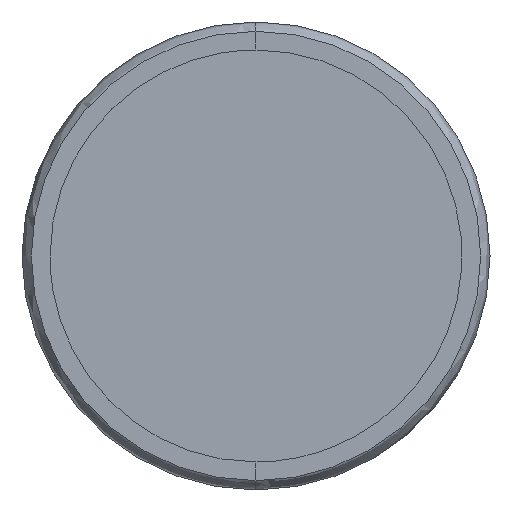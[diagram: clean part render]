
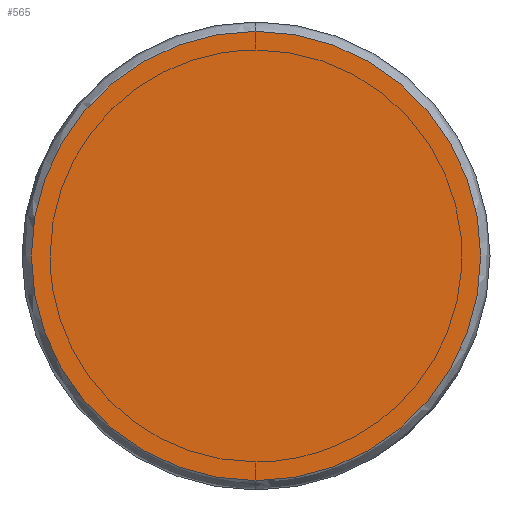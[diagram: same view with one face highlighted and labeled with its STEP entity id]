
A CAD part, left-side view. The second image highlights one B-rep face of the part: STEP entity #565.
In plain terms, the highlighted face is planar.
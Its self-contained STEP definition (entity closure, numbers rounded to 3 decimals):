
#26 = EDGE_CURVE ( 'NONE', #354, #534, #168, .T. ) ;
#32 = DIRECTION ( 'NONE',  ( 0., 0., 1. ) ) ;
#50 = DIRECTION ( 'NONE',  ( -1., 0., 0. ) ) ;
#52 = DIRECTION ( 'NONE',  ( 1., 0., 0. ) ) ;
#77 = DIRECTION ( 'NONE',  ( -1., 0., 0. ) ) ;
#127 = EDGE_CURVE ( 'NONE', #534, #354, #692, .T. ) ;
#168 = CIRCLE ( 'NONE', #423, 2.4 ) ;
#172 = DIRECTION ( 'NONE',  ( 0., 0., -1. ) ) ;
#174 = PLANE ( 'NONE',  #205 ) ;
#185 = CARTESIAN_POINT ( 'NONE',  ( 2.317, 0.055, 19.4 ) ) ;
#205 = AXIS2_PLACEMENT_3D ( 'NONE', #232, #32, #52 ) ;
#232 = CARTESIAN_POINT ( 'NONE',  ( 0., 0., 19.4 ) ) ;
#345 = AXIS2_PLACEMENT_3D ( 'NONE', #644, #403, #77 ) ;
#354 = VERTEX_POINT ( 'NONE', #492 ) ;
#364 = FACE_OUTER_BOUND ( 'NONE', #483, .T. ) ;
#403 = DIRECTION ( 'NONE',  ( 0., 0., -1. ) ) ;
#423 = AXIS2_PLACEMENT_3D ( 'NONE', #495, #172, #50 ) ;
#483 = EDGE_LOOP ( 'NONE', ( #712, #541 ) ) ;
#492 = CARTESIAN_POINT ( 'NONE',  ( -2.483, 0.055, 19.4 ) ) ;
#495 = CARTESIAN_POINT ( 'NONE',  ( -0.083, 0.055, 19.4 ) ) ;
#534 = VERTEX_POINT ( 'NONE', #185 ) ;
#541 = ORIENTED_EDGE ( 'NONE', *, *, #127, .F. ) ;
#565 = ADVANCED_FACE ( 'NONE', ( #364 ), #174, .T. ) ;
#644 = CARTESIAN_POINT ( 'NONE',  ( -0.083, 0.055, 19.4 ) ) ;
#692 = CIRCLE ( 'NONE', #345, 2.4 ) ;
#712 = ORIENTED_EDGE ( 'NONE', *, *, #26, .F. ) ;
